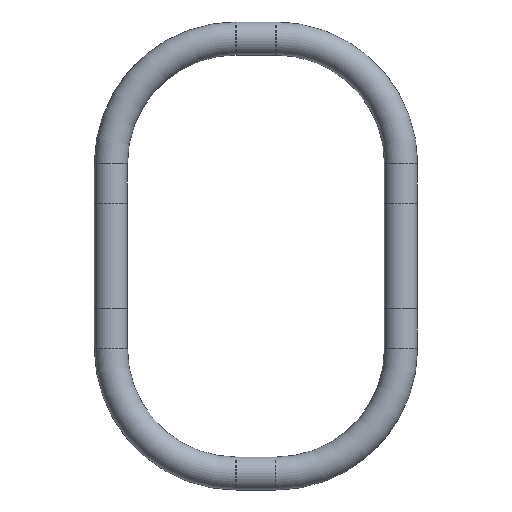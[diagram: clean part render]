
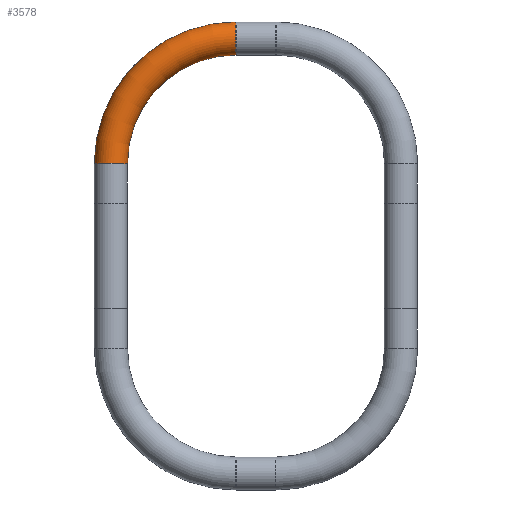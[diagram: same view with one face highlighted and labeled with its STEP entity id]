
A CAD part, top view. The second image highlights one B-rep face of the part: STEP entity #3578.
In plain terms, the highlighted toroidal (fillet/blend) face has major radius 94.8 mm and minor radius 12.5 mm.
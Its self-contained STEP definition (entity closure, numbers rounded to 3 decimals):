
#2821=TOROIDAL_SURFACE('',#39056,94.8,12.5);
#3578=ADVANCED_FACE('',(#6676),#2821,.T.);
#6676=FACE_OUTER_BOUND('',#8584,.T.);
#8584=EDGE_LOOP('',(#13619,#13620,#13621,#13622));
#11274=CIRCLE('',#39050,12.5);
#11275=CIRCLE('',#39052,12.5);
#11276=CIRCLE('',#39054,82.3);
#11277=CIRCLE('',#39055,107.3);
#13619=ORIENTED_EDGE('',*,*,#28412,.F.);
#13620=ORIENTED_EDGE('',*,*,#28414,.T.);
#13621=ORIENTED_EDGE('',*,*,#28410,.T.);
#13622=ORIENTED_EDGE('',*,*,#28415,.T.);
#24609=VERTEX_POINT('',#55700);
#24610=VERTEX_POINT('',#55702);
#24611=VERTEX_POINT('',#55706);
#24612=VERTEX_POINT('',#55708);
#28410=EDGE_CURVE('',#24609,#24610,#11274,.T.);
#28412=EDGE_CURVE('',#24611,#24612,#11275,.T.);
#28414=EDGE_CURVE('',#24611,#24609,#11276,.T.);
#28415=EDGE_CURVE('',#24610,#24612,#11277,.T.);
#39050=AXIS2_PLACEMENT_3D('',#55703,#43930,#43931);
#39052=AXIS2_PLACEMENT_3D('',#55707,#43935,#43936);
#39054=AXIS2_PLACEMENT_3D('',#55711,#43940,#43941);
#39055=AXIS2_PLACEMENT_3D('',#55712,#43942,#43943);
#39056=AXIS2_PLACEMENT_3D('',#55713,#43944,#43945);
#43930=DIRECTION('',(-1.,0.,0.));
#43931=DIRECTION('',(0.,-1.,0.));
#43935=DIRECTION('',(0.,-1.,0.));
#43936=DIRECTION('',(1.,0.,0.));
#43940=DIRECTION('',(0.,0.,-1.));
#43941=DIRECTION('',(0.,-1.,0.));
#43942=DIRECTION('',(0.,0.,1.));
#43943=DIRECTION('',(0.,-1.,0.));
#43944=DIRECTION('',(0.,0.,-1.));
#43945=DIRECTION('',(0.,-1.,0.));
#55700=CARTESIAN_POINT('',(94.775,317.223,0.));
#55702=CARTESIAN_POINT('',(94.775,342.223,0.));
#55703=CARTESIAN_POINT('',(94.775,329.723,0.));
#55706=CARTESIAN_POINT('',(12.5,234.948,0.));
#55707=CARTESIAN_POINT('',(0.,234.948,0.));
#55708=CARTESIAN_POINT('',(-12.5,234.948,0.));
#55711=CARTESIAN_POINT('',(94.8,234.923,0.));
#55712=CARTESIAN_POINT('',(94.8,234.923,0.));
#55713=CARTESIAN_POINT('',(94.8,234.923,0.));
